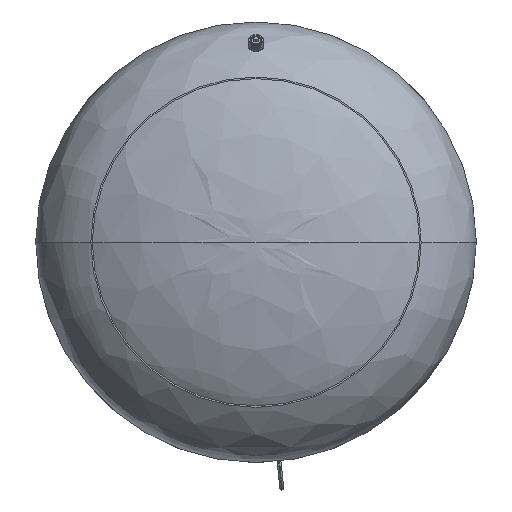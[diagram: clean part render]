
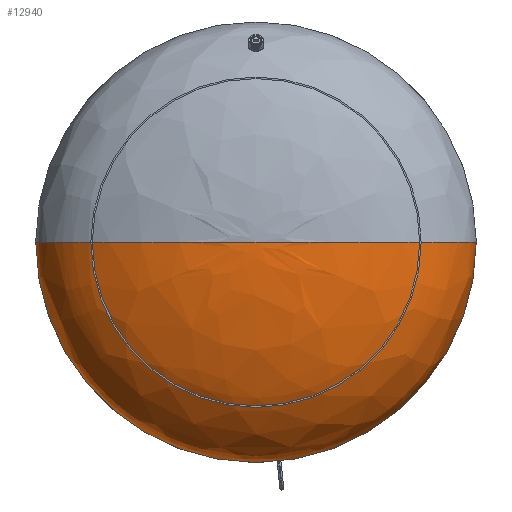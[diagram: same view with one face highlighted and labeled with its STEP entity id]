
A CAD part, front view. The second image highlights one B-rep face of the part: STEP entity #12940.
In plain terms, the highlighted free-form (B-spline) face has degree [3, 3] with [4, 4] control points.
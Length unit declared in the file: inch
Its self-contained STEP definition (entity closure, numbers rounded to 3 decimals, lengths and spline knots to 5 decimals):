
#428 = VERTEX_POINT ( 'NONE', #24288 ) ;
#767 = CARTESIAN_POINT ( 'NONE',  ( 36., 12.76383, 0. ) ) ;
#797 = CARTESIAN_POINT ( 'NONE',  ( -36., 12.76383, 0. ) ) ;
#1286 = CARTESIAN_POINT ( 'NONE',  ( 36., 2., 0. ) ) ;
#2781 = CARTESIAN_POINT ( 'NONE',  ( -21.08831, 20.375, 0. ) ) ;
#2955 =( BOUNDED_CURVE ( )  B_SPLINE_CURVE ( 3, ( #6778, #767, #12617, #6356 ),
 .UNSPECIFIED., .F., .F. ) 
 B_SPLINE_CURVE_WITH_KNOTS ( ( 4, 4 ),
 ( 0., 1.5708 ),
 .UNSPECIFIED. ) 
 CURVE ( )  GEOMETRIC_REPRESENTATION_ITEM ( )  RATIONAL_B_SPLINE_CURVE ( ( 1., 0.805, 0.805, 1. ) ) 
 REPRESENTATION_ITEM ( '' )  );
#4093 = CARTESIAN_POINT ( 'NONE',  ( 0., 2., 0. ) ) ;
#4664 = CARTESIAN_POINT ( 'NONE',  ( -36., 12.76383, -72. ) ) ;
#4721 = EDGE_LOOP ( 'NONE', ( #6462, #17068, #24217, #6251 ) ) ;
#5087 = CARTESIAN_POINT ( 'NONE',  ( -21.08831, 20.375, 0. ) ) ;
#6126 = VERTEX_POINT ( 'NONE', #23730 ) ;
#6251 = ORIENTED_EDGE ( 'NONE', *, *, #17493, .F. ) ;
#6356 = CARTESIAN_POINT ( 'NONE',  ( 0., 20.375, 0. ) ) ;
#6462 = ORIENTED_EDGE ( 'NONE', *, *, #11881, .F. ) ;
#6495 = AXIS2_PLACEMENT_3D ( 'NONE', #4093, #22687, #16257 ) ;
#6778 = CARTESIAN_POINT ( 'NONE',  ( 36., 2., 0. ) ) ;
#10126 = CIRCLE ( 'NONE', #23370, 36. ) ;
#10532 = FACE_OUTER_BOUND ( 'NONE', #4721, .T. ) ;
#10789 = CARTESIAN_POINT ( 'NONE',  ( -36., 2., 0. ) ) ;
#11881 = EDGE_CURVE ( 'NONE', #428, #12645, #10126, .T. ) ;
#12617 = CARTESIAN_POINT ( 'NONE',  ( 21.08831, 20.375, 0. ) ) ;
#12645 = VERTEX_POINT ( 'NONE', #23266 ) ;
#12672 = CARTESIAN_POINT ( 'NONE',  ( 36., 2., 0. ) ) ;
#12805 = CARTESIAN_POINT ( 'NONE',  ( -21.08831, 20.375, -42.17662 ) ) ;
#12940 = ADVANCED_FACE ( 'NONE', ( #10532 ), #17392, .T. ) ;
#14676 = CARTESIAN_POINT ( 'NONE',  ( 36., 12.76383, 0. ) ) ;
#15538 = DIRECTION ( 'NONE',  ( 0., 0., -1. ) ) ;
#15777 = CARTESIAN_POINT ( 'NONE',  ( 0., 20.375, 0. ) ) ;
#16257 = DIRECTION ( 'NONE',  ( 0., 0., -1. ) ) ;
#16734 = CIRCLE ( 'NONE', #6495, 36. ) ;
#16824 = CARTESIAN_POINT ( 'NONE',  ( 36., 2., -72. ) ) ;
#17068 = ORIENTED_EDGE ( 'NONE', *, *, #24329, .T. ) ;
#17392 =( BOUNDED_SURFACE ( )  B_SPLINE_SURFACE ( 3, 3, ( 
 ( #10789, #22732, #16824, #12672 ),
 ( #797, #4664, #21103, #14676 ),
 ( #2781, #12805, #20970, #25006 ),
 ( #18957, #20716, #22853, #20847 ) ),
 .UNSPECIFIED., .F., .F., .F. ) 
 B_SPLINE_SURFACE_WITH_KNOTS ( ( 4, 4 ),
 ( 4, 4 ),
 ( 0., 1. ),
 ( 0., 1. ),
 .UNSPECIFIED. ) 
 GEOMETRIC_REPRESENTATION_ITEM ( )  RATIONAL_B_SPLINE_SURFACE ( (
 ( 1., 0.333, 0.333, 1.),
 ( 0.805, 0.268, 0.268, 0.805),
 ( 0.805, 0.268, 0.268, 0.805),
 ( 1., 0.333, 0.333, 1.) ) ) 
 REPRESENTATION_ITEM ( '' )  SURFACE ( )  );
#17493 = EDGE_CURVE ( 'NONE', #12645, #18295, #16734, .T. ) ;
#17924 = CARTESIAN_POINT ( 'NONE',  ( -36., 2., 0. ) ) ;
#18083 = CARTESIAN_POINT ( 'NONE',  ( 0., 2., 0. ) ) ;
#18295 = VERTEX_POINT ( 'NONE', #1286 ) ;
#18957 = CARTESIAN_POINT ( 'NONE',  ( 0., 20.375, 0. ) ) ;
#19561 = DIRECTION ( 'NONE',  ( 0., -1., 0. ) ) ;
#20716 = CARTESIAN_POINT ( 'NONE',  ( 0., 20.375, 0. ) ) ;
#20847 = CARTESIAN_POINT ( 'NONE',  ( 0., 20.375, 0. ) ) ;
#20970 = CARTESIAN_POINT ( 'NONE',  ( 21.08831, 20.375, -42.17662 ) ) ;
#21103 = CARTESIAN_POINT ( 'NONE',  ( 36., 12.76383, -72. ) ) ;
#21402 = CARTESIAN_POINT ( 'NONE',  ( -36., 12.76383, 0. ) ) ;
#22208 = EDGE_CURVE ( 'NONE', #18295, #6126, #2955, .T. ) ;
#22687 = DIRECTION ( 'NONE',  ( 0., -1., 0. ) ) ;
#22732 = CARTESIAN_POINT ( 'NONE',  ( -36., 2., -72. ) ) ;
#22853 = CARTESIAN_POINT ( 'NONE',  ( 0., 20.375, 0. ) ) ;
#23266 = CARTESIAN_POINT ( 'NONE',  ( 0., 2., -36. ) ) ;
#23370 = AXIS2_PLACEMENT_3D ( 'NONE', #18083, #19561, #15538 ) ;
#23730 = CARTESIAN_POINT ( 'NONE',  ( 0., 20.375, 0. ) ) ;
#24217 = ORIENTED_EDGE ( 'NONE', *, *, #22208, .F. ) ;
#24288 = CARTESIAN_POINT ( 'NONE',  ( -36., 2., 0. ) ) ;
#24329 = EDGE_CURVE ( 'NONE', #428, #6126, #24857, .T. ) ;
#24857 =( BOUNDED_CURVE ( )  B_SPLINE_CURVE ( 3, ( #17924, #21402, #5087, #15777 ),
 .UNSPECIFIED., .F., .F. ) 
 B_SPLINE_CURVE_WITH_KNOTS ( ( 4, 4 ),
 ( 0., 1.5708 ),
 .UNSPECIFIED. ) 
 CURVE ( )  GEOMETRIC_REPRESENTATION_ITEM ( )  RATIONAL_B_SPLINE_CURVE ( ( 1., 0.805, 0.805, 1. ) ) 
 REPRESENTATION_ITEM ( '' )  );
#25006 = CARTESIAN_POINT ( 'NONE',  ( 21.08831, 20.375, 0. ) ) ;
